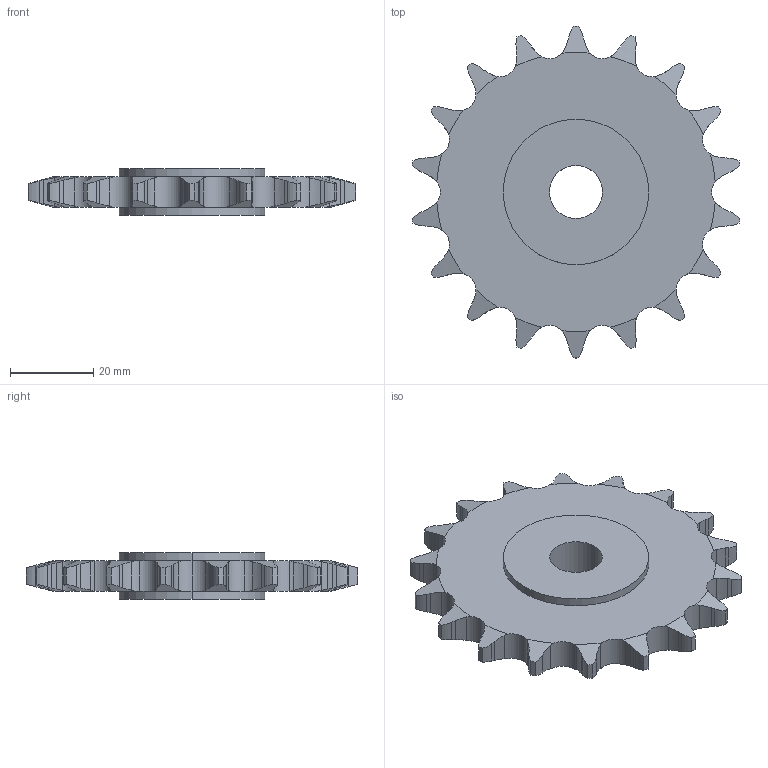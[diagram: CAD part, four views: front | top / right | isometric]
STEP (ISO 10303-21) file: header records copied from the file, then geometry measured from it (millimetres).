
FILE_DESCRIPTION (( 'STEP AP203' ), '1' );
FILE_NAME ('6663K41.step', '2014-08-21T16:31:05', ( 't2jrg' ), ( '' ), 'SwSTEP 2.0', 'SolidWorks 2010', '' );
FILE_SCHEMA (( 'CONFIG_CONTROL_DESIGN' ));
Length unit declared in the file: inch
Products named in the file (1): 6663K41
Bounding box: 78.63 x 79.64 x 11.13 mm (x, y, z)
Volume: 29925.6 mm3; surface area: 10676.2 mm2
Topology: 1 solids, 1 shells, 199 faces, 585 edges, 390 vertices
Faces by surface type: cylinder 123, plane 40, cone 36
Entity records: 7128 total; most frequent: CARTESIAN_POINT 2215, ORIENTED_EDGE 1170, DIRECTION 811, EDGE_CURVE 585, VERTEX_POINT 390, AXIS2_PLACEMENT_3D 326, B_SPLINE_CURVE_WITH_KNOTS 300, EDGE_LOOP 203
